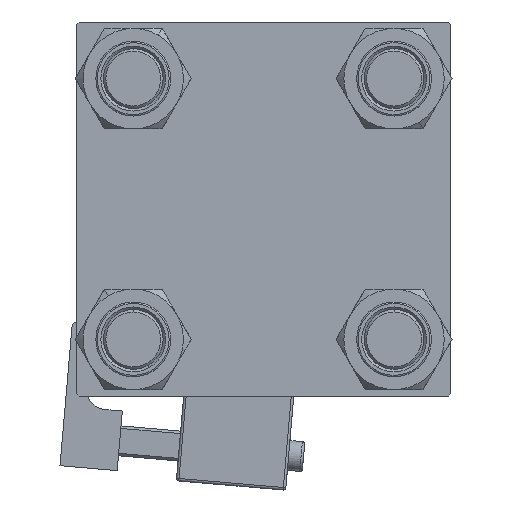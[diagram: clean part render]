
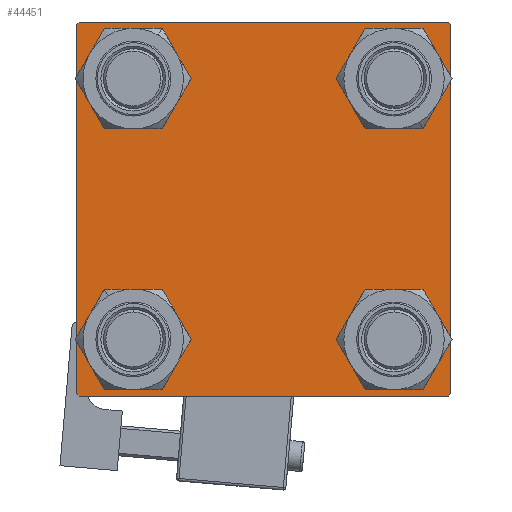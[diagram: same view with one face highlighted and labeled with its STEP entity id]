
A CAD part, left-side view. The second image highlights one B-rep face of the part: STEP entity #44451.
In plain terms, the highlighted planar face has unit normal (-1, 0, 0).
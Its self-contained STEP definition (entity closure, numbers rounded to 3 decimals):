
#340 = VERTEX_POINT ( 'NONE', #4615 ) ;
#1443 = DIRECTION ( 'NONE',  ( 0., 0.707, 0.707 ) ) ;
#2483 = VERTEX_POINT ( 'NONE', #17904 ) ;
#3002 = ORIENTED_EDGE ( 'NONE', *, *, #11854, .T. ) ;
#3238 = ORIENTED_EDGE ( 'NONE', *, *, #18377, .T. ) ;
#3365 = LINE ( 'NONE', #10295, #41151 ) ;
#3483 = VECTOR ( 'NONE', #1443, 1000. ) ;
#3633 = CARTESIAN_POINT ( 'NONE',  ( 0., -37., -37.5 ) ) ;
#4434 = DIRECTION ( 'NONE',  ( 0., 0., 1. ) ) ;
#4519 = AXIS2_PLACEMENT_3D ( 'NONE', #40844, #20094, #4434 ) ;
#4615 = CARTESIAN_POINT ( 'NONE',  ( 0., -37., 37.5 ) ) ;
#4697 = LINE ( 'NONE', #45344, #36952 ) ;
#4709 = CIRCLE ( 'NONE', #34362, 6.5 ) ;
#4968 = ORIENTED_EDGE ( 'NONE', *, *, #25832, .T. ) ;
#5557 = LINE ( 'NONE', #50960, #36045 ) ;
#5601 = VERTEX_POINT ( 'NONE', #3633 ) ;
#6315 = VERTEX_POINT ( 'NONE', #27678 ) ;
#6668 = VERTEX_POINT ( 'NONE', #28393 ) ;
#7816 = CIRCLE ( 'NONE', #40899, 6.5 ) ;
#8556 = CARTESIAN_POINT ( 'NONE',  ( 0., 26.15, -19.65 ) ) ;
#8870 = EDGE_CURVE ( 'NONE', #16920, #28521, #47214, .T. ) ;
#9359 = ORIENTED_EDGE ( 'NONE', *, *, #51165, .F. ) ;
#9745 = DIRECTION ( 'NONE',  ( 0., 0., 1. ) ) ;
#9923 = EDGE_LOOP ( 'NONE', ( #37705, #44132 ) ) ;
#10199 = VECTOR ( 'NONE', #13459, 1000. ) ;
#10295 = CARTESIAN_POINT ( 'NONE',  ( 0., -37.5, 37.5 ) ) ;
#10482 = DIRECTION ( 'NONE',  ( 1., 0., 0. ) ) ;
#11235 = CARTESIAN_POINT ( 'NONE',  ( 0., 37., -37.5 ) ) ;
#11435 = AXIS2_PLACEMENT_3D ( 'NONE', #20155, #35868, #47292 ) ;
#11854 = EDGE_CURVE ( 'NONE', #28521, #38330, #13721, .T. ) ;
#11938 = AXIS2_PLACEMENT_3D ( 'NONE', #46878, #10482, #26678 ) ;
#11974 = CIRCLE ( 'NONE', #28930, 6.5 ) ;
#12238 = CARTESIAN_POINT ( 'NONE',  ( 0., 37.5, -37. ) ) ;
#12819 = DIRECTION ( 'NONE',  ( 1., 0., 0. ) ) ;
#12955 = EDGE_CURVE ( 'NONE', #31870, #42766, #34867, .T. ) ;
#13459 = DIRECTION ( 'NONE',  ( 0., 0., -1. ) ) ;
#13721 = LINE ( 'NONE', #42183, #10199 ) ;
#14892 = CIRCLE ( 'NONE', #24205, 6.5 ) ;
#15094 = CARTESIAN_POINT ( 'NONE',  ( 0., -37.5, -37. ) ) ;
#15311 = DIRECTION ( 'NONE',  ( 0., 0., -1. ) ) ;
#15856 = VECTOR ( 'NONE', #29905, 1000. ) ;
#15885 = CARTESIAN_POINT ( 'NONE',  ( 0., 26.15, 19.65 ) ) ;
#16423 = EDGE_CURVE ( 'NONE', #42766, #31870, #11974, .T. ) ;
#16475 = EDGE_CURVE ( 'NONE', #38330, #25354, #26201, .T. ) ;
#16678 = DIRECTION ( 'NONE',  ( 0., 0., 1. ) ) ;
#16920 = VERTEX_POINT ( 'NONE', #27712 ) ;
#17904 = CARTESIAN_POINT ( 'NONE',  ( 0., -26.15, 32.65 ) ) ;
#18104 = AXIS2_PLACEMENT_3D ( 'NONE', #27500, #24552, #52464 ) ;
#18191 = LINE ( 'NONE', #46896, #15856 ) ;
#18377 = EDGE_CURVE ( 'NONE', #2483, #45033, #28122, .T. ) ;
#18992 = EDGE_CURVE ( 'NONE', #6315, #49986, #7816, .T. ) ;
#20044 = FACE_OUTER_BOUND ( 'NONE', #47418, .T. ) ;
#20094 = DIRECTION ( 'NONE',  ( 1., 0., 0. ) ) ;
#20155 = CARTESIAN_POINT ( 'NONE',  ( 0., -26.15, -26.15 ) ) ;
#20377 = CARTESIAN_POINT ( 'NONE',  ( 0., 26.15, -26.15 ) ) ;
#22209 = EDGE_CURVE ( 'NONE', #45033, #2483, #29120, .T. ) ;
#22752 = DIRECTION ( 'NONE',  ( 0., 0.707, -0.707 ) ) ;
#23364 = CARTESIAN_POINT ( 'NONE',  ( 0., -26.15, 19.65 ) ) ;
#24205 = AXIS2_PLACEMENT_3D ( 'NONE', #35764, #51950, #51425 ) ;
#24368 = DIRECTION ( 'NONE',  ( 1., 0., 0. ) ) ;
#24552 = DIRECTION ( 'NONE',  ( -1., 0., 0. ) ) ;
#25354 = VERTEX_POINT ( 'NONE', #11235 ) ;
#25832 = EDGE_CURVE ( 'NONE', #5601, #41270, #5557, .T. ) ;
#26201 = LINE ( 'NONE', #42432, #45070 ) ;
#26678 = DIRECTION ( 'NONE',  ( 0., 0., 1. ) ) ;
#26912 = EDGE_CURVE ( 'NONE', #36116, #35852, #4709, .T. ) ;
#27500 = CARTESIAN_POINT ( 'NONE',  ( 0., 0., 0. ) ) ;
#27678 = CARTESIAN_POINT ( 'NONE',  ( 0., 26.15, 32.65 ) ) ;
#27712 = CARTESIAN_POINT ( 'NONE',  ( 0., 37., 37.5 ) ) ;
#27756 = PLANE ( 'NONE',  #18104 ) ;
#28122 = CIRCLE ( 'NONE', #45925, 6.5 ) ;
#28279 = EDGE_LOOP ( 'NONE', ( #33685, #41969 ) ) ;
#28393 = CARTESIAN_POINT ( 'NONE',  ( 0., -37.5, 37. ) ) ;
#28521 = VERTEX_POINT ( 'NONE', #49465 ) ;
#28930 = AXIS2_PLACEMENT_3D ( 'NONE', #20377, #24368, #36626 ) ;
#29120 = CIRCLE ( 'NONE', #4519, 6.5 ) ;
#29776 = ORIENTED_EDGE ( 'NONE', *, *, #52174, .T. ) ;
#29905 = DIRECTION ( 'NONE',  ( 0., -1., 0. ) ) ;
#29940 = DIRECTION ( 'NONE',  ( 1., 0., 0. ) ) ;
#30751 = CARTESIAN_POINT ( 'NONE',  ( 0., 37.25, 37.25 ) ) ;
#31446 = CARTESIAN_POINT ( 'NONE',  ( 0., -26.15, -32.65 ) ) ;
#31464 = EDGE_LOOP ( 'NONE', ( #3238, #51449 ) ) ;
#31870 = VERTEX_POINT ( 'NONE', #8556 ) ;
#32586 = DIRECTION ( 'NONE',  ( 0., -1., 0. ) ) ;
#33275 = VECTOR ( 'NONE', #22752, 1000. ) ;
#33679 = DIRECTION ( 'NONE',  ( 0., -0.707, -0.707 ) ) ;
#33685 = ORIENTED_EDGE ( 'NONE', *, *, #12955, .T. ) ;
#34265 = ORIENTED_EDGE ( 'NONE', *, *, #18992, .T. ) ;
#34362 = AXIS2_PLACEMENT_3D ( 'NONE', #50383, #29940, #9745 ) ;
#34371 = LINE ( 'NONE', #42615, #3483 ) ;
#34867 = CIRCLE ( 'NONE', #11938, 6.5 ) ;
#35040 = EDGE_CURVE ( 'NONE', #16920, #340, #18191, .T. ) ;
#35499 = FACE_BOUND ( 'NONE', #31464, .T. ) ;
#35764 = CARTESIAN_POINT ( 'NONE',  ( 0., 26.15, 26.15 ) ) ;
#35852 = VERTEX_POINT ( 'NONE', #31446 ) ;
#35868 = DIRECTION ( 'NONE',  ( 1., 0., 0. ) ) ;
#36027 = FACE_BOUND ( 'NONE', #52249, .T. ) ;
#36045 = VECTOR ( 'NONE', #38499, 1000. ) ;
#36116 = VERTEX_POINT ( 'NONE', #49401 ) ;
#36626 = DIRECTION ( 'NONE',  ( 0., 0., 1. ) ) ;
#36638 = ORIENTED_EDGE ( 'NONE', *, *, #16475, .T. ) ;
#36952 = VECTOR ( 'NONE', #32586, 1000. ) ;
#37293 = CARTESIAN_POINT ( 'NONE',  ( 0., 26.15, 26.15 ) ) ;
#37433 = DIRECTION ( 'NONE',  ( 1., 0., 0. ) ) ;
#37705 = ORIENTED_EDGE ( 'NONE', *, *, #26912, .T. ) ;
#38330 = VERTEX_POINT ( 'NONE', #12238 ) ;
#38499 = DIRECTION ( 'NONE',  ( 0., -0.707, 0.707 ) ) ;
#38618 = CIRCLE ( 'NONE', #11435, 6.5 ) ;
#38699 = ORIENTED_EDGE ( 'NONE', *, *, #35040, .F. ) ;
#38749 = EDGE_CURVE ( 'NONE', #6668, #340, #34371, .T. ) ;
#40004 = FACE_BOUND ( 'NONE', #28279, .T. ) ;
#40844 = CARTESIAN_POINT ( 'NONE',  ( 0., -26.15, 26.15 ) ) ;
#40899 = AXIS2_PLACEMENT_3D ( 'NONE', #37293, #12819, #50440 ) ;
#41151 = VECTOR ( 'NONE', #15311, 1000. ) ;
#41270 = VERTEX_POINT ( 'NONE', #15094 ) ;
#41412 = CARTESIAN_POINT ( 'NONE',  ( 0., -26.15, 26.15 ) ) ;
#41969 = ORIENTED_EDGE ( 'NONE', *, *, #16423, .T. ) ;
#42183 = CARTESIAN_POINT ( 'NONE',  ( 0., 37.5, 37.5 ) ) ;
#42432 = CARTESIAN_POINT ( 'NONE',  ( 0., 37.25, -37.25 ) ) ;
#42615 = CARTESIAN_POINT ( 'NONE',  ( 0., -37.25, 37.25 ) ) ;
#42766 = VERTEX_POINT ( 'NONE', #47142 ) ;
#44132 = ORIENTED_EDGE ( 'NONE', *, *, #47325, .T. ) ;
#44451 = ADVANCED_FACE ( 'NONE', ( #35499, #51680, #40004, #36027, #20044 ), #27756, .T. ) ;
#45033 = VERTEX_POINT ( 'NONE', #23364 ) ;
#45070 = VECTOR ( 'NONE', #33679, 1000. ) ;
#45344 = CARTESIAN_POINT ( 'NONE',  ( 0., 37.5, -37.5 ) ) ;
#45488 = ORIENTED_EDGE ( 'NONE', *, *, #48640, .T. ) ;
#45925 = AXIS2_PLACEMENT_3D ( 'NONE', #41412, #37433, #16678 ) ;
#46878 = CARTESIAN_POINT ( 'NONE',  ( 0., 26.15, -26.15 ) ) ;
#46896 = CARTESIAN_POINT ( 'NONE',  ( 0., 37.5, 37.5 ) ) ;
#47142 = CARTESIAN_POINT ( 'NONE',  ( 0., 26.15, -32.65 ) ) ;
#47214 = LINE ( 'NONE', #30751, #33275 ) ;
#47292 = DIRECTION ( 'NONE',  ( 0., 0., 1. ) ) ;
#47325 = EDGE_CURVE ( 'NONE', #35852, #36116, #38618, .T. ) ;
#47418 = EDGE_LOOP ( 'NONE', ( #3002, #36638, #29776, #4968, #9359, #50219, #38699, #48694 ) ) ;
#48640 = EDGE_CURVE ( 'NONE', #49986, #6315, #14892, .T. ) ;
#48694 = ORIENTED_EDGE ( 'NONE', *, *, #8870, .T. ) ;
#49401 = CARTESIAN_POINT ( 'NONE',  ( 0., -26.15, -19.65 ) ) ;
#49465 = CARTESIAN_POINT ( 'NONE',  ( 0., 37.5, 37. ) ) ;
#49986 = VERTEX_POINT ( 'NONE', #15885 ) ;
#50219 = ORIENTED_EDGE ( 'NONE', *, *, #38749, .T. ) ;
#50383 = CARTESIAN_POINT ( 'NONE',  ( 0., -26.15, -26.15 ) ) ;
#50440 = DIRECTION ( 'NONE',  ( 0., 0., 1. ) ) ;
#50960 = CARTESIAN_POINT ( 'NONE',  ( 0., -37.25, -37.25 ) ) ;
#51165 = EDGE_CURVE ( 'NONE', #6668, #41270, #3365, .T. ) ;
#51425 = DIRECTION ( 'NONE',  ( 0., 0., 1. ) ) ;
#51449 = ORIENTED_EDGE ( 'NONE', *, *, #22209, .T. ) ;
#51680 = FACE_BOUND ( 'NONE', #9923, .T. ) ;
#51950 = DIRECTION ( 'NONE',  ( 1., 0., 0. ) ) ;
#52174 = EDGE_CURVE ( 'NONE', #25354, #5601, #4697, .T. ) ;
#52249 = EDGE_LOOP ( 'NONE', ( #34265, #45488 ) ) ;
#52464 = DIRECTION ( 'NONE',  ( 0., 0., 1. ) ) ;
